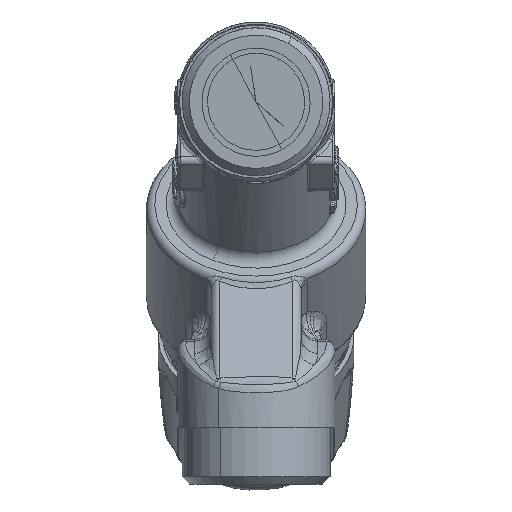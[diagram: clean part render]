
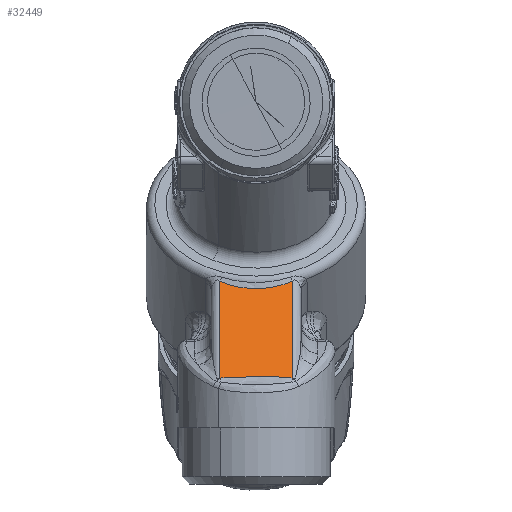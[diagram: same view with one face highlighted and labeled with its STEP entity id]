
A CAD part, front view. The second image highlights one B-rep face of the part: STEP entity #32449.
In plain terms, the highlighted planar face has unit normal (0, -0.867, 0.498).
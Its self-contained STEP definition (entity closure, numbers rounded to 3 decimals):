
#13407=CARTESIAN_POINT('Vertex',(-18.27,-1.398,-2.155)) ;
#13511=CARTESIAN_POINT('Control Point',(-18.27,-1.398,-2.155)) ;
#13512=CARTESIAN_POINT('Control Point',(-18.179,-1.423,-2.198)) ;
#13513=CARTESIAN_POINT('Control Point',(-18.088,-1.448,-2.24)) ;
#13514=CARTESIAN_POINT('Control Point',(-17.997,-1.471,-2.282)) ;
#13515=CARTESIAN_POINT('Control Point',(-17.541,-1.586,-2.482)) ;
#13516=CARTESIAN_POINT('Control Point',(-17.071,-1.687,-2.658)) ;
#13517=CARTESIAN_POINT('Control Point',(-16.689,-1.761,-2.786)) ;
#13518=CARTESIAN_POINT('Control Point',(-15.59,-1.946,-3.11)) ;
#13519=CARTESIAN_POINT('Control Point',(-14.454,-2.072,-3.329)) ;
#13520=CARTESIAN_POINT('Control Point',(-13.709,-2.13,-3.43)) ;
#13521=CARTESIAN_POINT('Control Point',(-12.228,-2.198,-3.548)) ;
#13522=CARTESIAN_POINT('Control Point',(-10.74,-2.174,-3.507)) ;
#13523=CARTESIAN_POINT('Control Point',(-10.01,-2.141,-3.448)) ;
#13524=CARTESIAN_POINT('Control Point',(-8.914,-2.056,-3.301)) ;
#13525=CARTESIAN_POINT('Control Point',(-7.842,-1.919,-3.061)) ;
#13526=CARTESIAN_POINT('Control Point',(-7.482,-1.866,-2.969)) ;
#13527=CARTESIAN_POINT('Control Point',(-6.812,-1.755,-2.776)) ;
#13528=CARTESIAN_POINT('Control Point',(-6.16,-1.621,-2.542)) ;
#13529=CARTESIAN_POINT('Control Point',(-5.857,-1.552,-2.423)) ;
#13530=CARTESIAN_POINT('Control Point',(-5.56,-1.478,-2.294)) ;
#13531=CARTESIAN_POINT('Control Point',(-5.27,-1.398,-2.155)) ;
#13532=CARTESIAN_POINT('Vertex',(-5.27,-1.398,-2.155)) ;
#32250=CARTESIAN_POINT('Line Origine',(-18.27,-5.962,-10.109)) ;
#32254=CARTESIAN_POINT('Vertex',(-18.27,-11.333,-19.471)) ;
#32382=CARTESIAN_POINT('Axis2P3D Location',(-11.77,-12.107,-20.821)) ;
#32388=CARTESIAN_POINT('Control Point',(-18.218,-11.324,-19.456)) ;
#32389=CARTESIAN_POINT('Control Point',(-18.228,-11.326,-19.459)) ;
#32390=CARTESIAN_POINT('Control Point',(-18.239,-11.327,-19.462)) ;
#32391=CARTESIAN_POINT('Control Point',(-18.249,-11.329,-19.465)) ;
#32392=CARTESIAN_POINT('Control Point',(-18.259,-11.331,-19.468)) ;
#32393=CARTESIAN_POINT('Control Point',(-18.27,-11.333,-19.471)) ;
#32394=CARTESIAN_POINT('Vertex',(-18.218,-11.324,-19.456)) ;
#32398=CARTESIAN_POINT('Control Point',(-18.218,-11.324,-19.456)) ;
#32399=CARTESIAN_POINT('Control Point',(-18.17,-11.316,-19.442)) ;
#32400=CARTESIAN_POINT('Control Point',(-18.123,-11.309,-19.43)) ;
#32401=CARTESIAN_POINT('Control Point',(-18.077,-11.302,-19.418)) ;
#32402=CARTESIAN_POINT('Control Point',(-17.908,-11.28,-19.379)) ;
#32403=CARTESIAN_POINT('Control Point',(-17.743,-11.263,-19.349)) ;
#32404=CARTESIAN_POINT('Control Point',(-17.626,-11.253,-19.331)) ;
#32405=CARTESIAN_POINT('Control Point',(-17.393,-11.235,-19.3)) ;
#32406=CARTESIAN_POINT('Control Point',(-17.165,-11.221,-19.277)) ;
#32407=CARTESIAN_POINT('Control Point',(-17.051,-11.215,-19.266)) ;
#32408=CARTESIAN_POINT('Control Point',(-16.605,-11.195,-19.231)) ;
#32409=CARTESIAN_POINT('Control Point',(-16.166,-11.183,-19.211)) ;
#32410=CARTESIAN_POINT('Control Point',(-15.84,-11.177,-19.199)) ;
#32411=CARTESIAN_POINT('Control Point',(-15.189,-11.167,-19.183)) ;
#32412=CARTESIAN_POINT('Control Point',(-14.54,-11.162,-19.174)) ;
#32413=CARTESIAN_POINT('Control Point',(-14.215,-11.16,-19.17)) ;
#32414=CARTESIAN_POINT('Control Point',(-13.242,-11.156,-19.163)) ;
#32415=CARTESIAN_POINT('Control Point',(-12.267,-11.155,-19.162)) ;
#32416=CARTESIAN_POINT('Control Point',(-11.616,-11.155,-19.162)) ;
#32417=CARTESIAN_POINT('Control Point',(-10.642,-11.156,-19.162)) ;
#32418=CARTESIAN_POINT('Control Point',(-9.668,-11.159,-19.168)) ;
#32419=CARTESIAN_POINT('Control Point',(-9.343,-11.16,-19.17)) ;
#32420=CARTESIAN_POINT('Control Point',(-8.71,-11.164,-19.177)) ;
#32421=CARTESIAN_POINT('Control Point',(-8.076,-11.171,-19.189)) ;
#32422=CARTESIAN_POINT('Control Point',(-7.766,-11.176,-19.197)) ;
#32423=CARTESIAN_POINT('Control Point',(-7.246,-11.186,-19.215)) ;
#32424=CARTESIAN_POINT('Control Point',(-6.721,-11.204,-19.247)) ;
#32425=CARTESIAN_POINT('Control Point',(-6.509,-11.213,-19.263)) ;
#32426=CARTESIAN_POINT('Control Point',(-6.218,-11.229,-19.29)) ;
#32427=CARTESIAN_POINT('Control Point',(-5.919,-11.253,-19.331)) ;
#32428=CARTESIAN_POINT('Control Point',(-5.841,-11.259,-19.343)) ;
#32429=CARTESIAN_POINT('Control Point',(-5.683,-11.275,-19.37)) ;
#32430=CARTESIAN_POINT('Control Point',(-5.521,-11.294,-19.404)) ;
#32431=CARTESIAN_POINT('Control Point',(-5.438,-11.305,-19.423)) ;
#32432=CARTESIAN_POINT('Control Point',(-5.355,-11.318,-19.445)) ;
#32433=CARTESIAN_POINT('Control Point',(-5.27,-11.333,-19.471)) ;
#32434=CARTESIAN_POINT('Vertex',(-5.27,-11.333,-19.471)) ;
#32437=CARTESIAN_POINT('Line Origine',(-5.27,-6.366,-10.813)) ;
#32252=VECTOR('Line Direction',#32251,1.) ;
#32439=VECTOR('Line Direction',#32438,1.) ;
#32251=DIRECTION('Vector Direction',(0.,0.498,0.867)) ;
#32383=DIRECTION('Axis2P3D Direction',(0.,0.867,-0.498)) ;
#32384=DIRECTION('Axis2P3D XDirection',(0.,0.498,0.867)) ;
#32438=DIRECTION('Vector Direction',(0.,0.498,0.867)) ;
#32385=AXIS2_PLACEMENT_3D('Plane Axis2P3D',#32382,#32383,#32384) ;
#32253=LINE('Line',#32250,#32252) ;
#32440=LINE('Line',#32437,#32439) ;
#32386=PLANE('',#32385) ;
#13534=EDGE_CURVE('',#13408,#13533,#13510,.T.) ;
#32256=EDGE_CURVE('',#13408,#32255,#32253,.F.) ;
#32396=EDGE_CURVE('',#32395,#32255,#32387,.T.) ;
#32436=EDGE_CURVE('',#32435,#32395,#32397,.F.) ;
#32441=EDGE_CURVE('',#13533,#32435,#32440,.F.) ;
#32443=ORIENTED_EDGE('',*,*,#32396,.F.) ;
#32444=ORIENTED_EDGE('',*,*,#32436,.F.) ;
#32445=ORIENTED_EDGE('',*,*,#32441,.F.) ;
#32446=ORIENTED_EDGE('',*,*,#13534,.F.) ;
#32447=ORIENTED_EDGE('',*,*,#32256,.T.) ;
#32442=EDGE_LOOP('',(#32443,#32444,#32445,#32446,#32447)) ;
#13408=VERTEX_POINT('',#13407) ;
#13533=VERTEX_POINT('',#13532) ;
#32255=VERTEX_POINT('',#32254) ;
#32395=VERTEX_POINT('',#32394) ;
#32435=VERTEX_POINT('',#32434) ;
#32449=ADVANCED_FACE('41461_00.1\\Profilo Centrale',(#32448),#32386,.F.) ;
#13510=B_SPLINE_CURVE_WITH_KNOTS('',5,(#13511,#13512,#13513,#13514,#13515,#13516,#13517,#13518,#13519,#13520,#13521,#13522,#13523,#13524,#13525,#13526,#13527,#13528,#13529,#13530,#13531),.UNSPECIFIED.,.F.,.U.,(6,3,3,3,3,3,6),(32.367,33.055,35.77,40.768,45.633,48.12,50.327),.UNSPECIFIED.) ;
#32387=B_SPLINE_CURVE_WITH_KNOTS('',5,(#32388,#32389,#32390,#32391,#32392,#32393),.UNSPECIFIED.,.F.,.U.,(6,6),(0.,0.081),.UNSPECIFIED.) ;
#32397=B_SPLINE_CURVE_WITH_KNOTS('',5,(#32398,#32399,#32400,#32401,#32402,#32403,#32404,#32405,#32406,#32407,#32408,#32409,#32410,#32411,#32412,#32413,#32414,#32415,#32416,#32417,#32418,#32419,#32420,#32421,#32422,#32423,#32424,#32425,#32426,#32427,#32428,#32429,#32430,#32431,#32432,#32433),.UNSPECIFIED.,.F.,.U.,(6,3,3,3,3,3,3,3,3,3,3,6),(0.,0.372,1.358,2.343,5.262,8.176,14.003,16.918,19.692,21.561,22.219,22.877),.UNSPECIFIED.) ;
#32448=FACE_OUTER_BOUND('',#32442,.T.) ;
